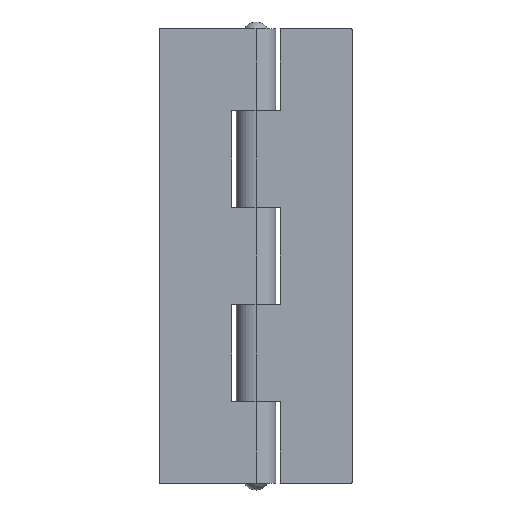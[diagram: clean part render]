
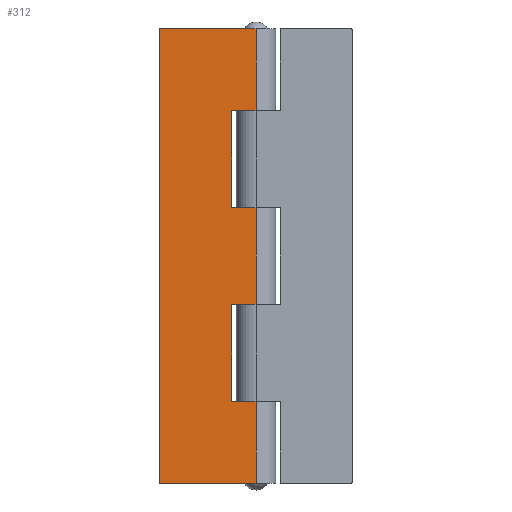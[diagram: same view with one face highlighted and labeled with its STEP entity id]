
A CAD part, front view. The second image highlights one B-rep face of the part: STEP entity #312.
In plain terms, the highlighted planar face has unit normal (0, -1, 0).
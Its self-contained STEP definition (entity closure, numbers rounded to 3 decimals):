
#190 = EDGE_CURVE ( 'NONE', #199, #198, #768, .T. ) ;
#198 = VERTEX_POINT ( 'NONE', #750 ) ;
#199 = VERTEX_POINT ( 'NONE', #749 ) ;
#264 = VERTEX_POINT ( 'NONE', #894 ) ;
#268 = VERTEX_POINT ( 'NONE', #882 ) ;
#270 = EDGE_CURVE ( 'NONE', #264, #268, #876, .T. ) ;
#308 = ORIENTED_EDGE ( 'NONE', *, *, #386, .T. ) ;
#312 = ADVANCED_FACE ( 'NONE', ( #945 ), #943, .F. ) ;
#320 = EDGE_LOOP ( 'NONE', ( #308, #332, #327, #325, #324, #2095, #2097, #2096, #349, #343, #329, #1467, #1471, #1463 ) ) ;
#324 = ORIENTED_EDGE ( 'NONE', *, *, #331, .T. ) ;
#325 = ORIENTED_EDGE ( 'NONE', *, *, #410, .F. ) ;
#326 = VERTEX_POINT ( 'NONE', #981 ) ;
#327 = ORIENTED_EDGE ( 'NONE', *, *, #356, .T. ) ;
#329 = ORIENTED_EDGE ( 'NONE', *, *, #1462, .T. ) ;
#330 = VERTEX_POINT ( 'NONE', #980 ) ;
#331 = EDGE_CURVE ( 'NONE', #414, #330, #979, .T. ) ;
#332 = ORIENTED_EDGE ( 'NONE', *, *, #335, .T. ) ;
#335 = EDGE_CURVE ( 'NONE', #384, #357, #975, .T. ) ;
#337 = EDGE_CURVE ( 'NONE', #346, #326, #1031, .T. ) ;
#343 = ORIENTED_EDGE ( 'NONE', *, *, #337, .T. ) ;
#346 = VERTEX_POINT ( 'NONE', #1005 ) ;
#348 = EDGE_CURVE ( 'NONE', #264, #346, #1004, .T. ) ;
#349 = ORIENTED_EDGE ( 'NONE', *, *, #348, .T. ) ;
#356 = EDGE_CURVE ( 'NONE', #357, #358, #1053, .T. ) ;
#357 = VERTEX_POINT ( 'NONE', #1049 ) ;
#358 = VERTEX_POINT ( 'NONE', #1048 ) ;
#364 = EDGE_CURVE ( 'NONE', #415, #199, #1036, .T. ) ;
#384 = VERTEX_POINT ( 'NONE', #1070 ) ;
#386 = EDGE_CURVE ( 'NONE', #387, #384, #1069, .T. ) ;
#387 = VERTEX_POINT ( 'NONE', #1065 ) ;
#410 = EDGE_CURVE ( 'NONE', #414, #358, #1095, .T. ) ;
#414 = VERTEX_POINT ( 'NONE', #1154 ) ;
#415 = VERTEX_POINT ( 'NONE', #1153 ) ;
#749 = CARTESIAN_POINT ( 'NONE',  ( 0., -3.25, 37.5 ) ) ;
#750 = CARTESIAN_POINT ( 'NONE',  ( 0., -3.25, 24. ) ) ;
#761 = DIRECTION ( 'NONE',  ( 0., 0., -1. ) ) ;
#762 = VECTOR ( 'NONE', #761, 1000. ) ;
#763 = CARTESIAN_POINT ( 'NONE',  ( 0., -3.25, 37.5 ) ) ;
#768 = LINE ( 'NONE', #763, #762 ) ;
#873 = DIRECTION ( 'NONE',  ( 0., 0., -1. ) ) ;
#874 = VECTOR ( 'NONE', #873, 1000. ) ;
#875 = CARTESIAN_POINT ( 'NONE',  ( 0., -3.25, 37.5 ) ) ;
#876 = LINE ( 'NONE', #875, #874 ) ;
#882 = CARTESIAN_POINT ( 'NONE',  ( 0., -3.25, -8. ) ) ;
#894 = CARTESIAN_POINT ( 'NONE',  ( 0., -3.25, 8. ) ) ;
#939 = DIRECTION ( 'NONE',  ( -1., 0., 0. ) ) ;
#940 = DIRECTION ( 'NONE',  ( 0., 1., 0. ) ) ;
#941 = CARTESIAN_POINT ( 'NONE',  ( 0., -3.25, 37.5 ) ) ;
#942 = AXIS2_PLACEMENT_3D ( 'NONE', #941, #940, #939 ) ;
#943 = PLANE ( 'NONE',  #942 ) ;
#945 = FACE_OUTER_BOUND ( 'NONE', #320, .T. ) ;
#971 = DIRECTION ( 'NONE',  ( -1., 0., 0. ) ) ;
#972 = DIRECTION ( 'NONE',  ( 0., -1., 0. ) ) ;
#973 = CARTESIAN_POINT ( 'NONE',  ( -15.75, -3.25, -37.25 ) ) ;
#974 = AXIS2_PLACEMENT_3D ( 'NONE', #973, #972, #971 ) ;
#975 = CIRCLE ( 'NONE', #974, 0.25 ) ;
#976 = DIRECTION ( 'NONE',  ( -1., 0., 0. ) ) ;
#977 = VECTOR ( 'NONE', #976, 1000. ) ;
#978 = CARTESIAN_POINT ( 'NONE',  ( 0., -3.25, -24. ) ) ;
#979 = LINE ( 'NONE', #978, #977 ) ;
#980 = CARTESIAN_POINT ( 'NONE',  ( -4., -3.25, -24. ) ) ;
#981 = CARTESIAN_POINT ( 'NONE',  ( -4., -3.25, 24. ) ) ;
#1001 = DIRECTION ( 'NONE',  ( -1., 0., 0. ) ) ;
#1002 = VECTOR ( 'NONE', #1001, 1000. ) ;
#1003 = CARTESIAN_POINT ( 'NONE',  ( 0., -3.25, 8. ) ) ;
#1004 = LINE ( 'NONE', #1003, #1002 ) ;
#1005 = CARTESIAN_POINT ( 'NONE',  ( -4., -3.25, 8. ) ) ;
#1028 = DIRECTION ( 'NONE',  ( 0., 0., 1. ) ) ;
#1029 = VECTOR ( 'NONE', #1028, 1000. ) ;
#1030 = CARTESIAN_POINT ( 'NONE',  ( -4., -3.25, 37.5 ) ) ;
#1031 = LINE ( 'NONE', #1030, #1029 ) ;
#1033 = DIRECTION ( 'NONE',  ( 1., 0., 0. ) ) ;
#1034 = VECTOR ( 'NONE', #1033, 1000. ) ;
#1035 = CARTESIAN_POINT ( 'NONE',  ( 0., -3.25, 37.5 ) ) ;
#1036 = LINE ( 'NONE', #1035, #1034 ) ;
#1048 = CARTESIAN_POINT ( 'NONE',  ( 0., -3.25, -37.5 ) ) ;
#1049 = CARTESIAN_POINT ( 'NONE',  ( -15.75, -3.25, -37.5 ) ) ;
#1050 = DIRECTION ( 'NONE',  ( 1., 0., 0. ) ) ;
#1051 = VECTOR ( 'NONE', #1050, 1000. ) ;
#1052 = CARTESIAN_POINT ( 'NONE',  ( 0., -3.25, -37.5 ) ) ;
#1053 = LINE ( 'NONE', #1052, #1051 ) ;
#1065 = CARTESIAN_POINT ( 'NONE',  ( -16., -3.25, 37.25 ) ) ;
#1066 = DIRECTION ( 'NONE',  ( 0., 0., -1. ) ) ;
#1067 = VECTOR ( 'NONE', #1066, 1000. ) ;
#1068 = CARTESIAN_POINT ( 'NONE',  ( -16., -3.25, 37.5 ) ) ;
#1069 = LINE ( 'NONE', #1068, #1067 ) ;
#1070 = CARTESIAN_POINT ( 'NONE',  ( -16., -3.25, -37.25 ) ) ;
#1095 = LINE ( 'NONE', #1101, #1161 ) ;
#1101 = CARTESIAN_POINT ( 'NONE',  ( 0., -3.25, 37.5 ) ) ;
#1153 = CARTESIAN_POINT ( 'NONE',  ( -15.75, -3.25, 37.5 ) ) ;
#1154 = CARTESIAN_POINT ( 'NONE',  ( 0., -3.25, -24. ) ) ;
#1160 = DIRECTION ( 'NONE',  ( 0., 0., -1. ) ) ;
#1161 = VECTOR ( 'NONE', #1160, 1000. ) ;
#1172 = DIRECTION ( 'NONE',  ( -1., 0., 0. ) ) ;
#1173 = DIRECTION ( 'NONE',  ( 0., -1., 0. ) ) ;
#1174 = CARTESIAN_POINT ( 'NONE',  ( -15.75, -3.25, 37.25 ) ) ;
#1175 = AXIS2_PLACEMENT_3D ( 'NONE', #1174, #1173, #1172 ) ;
#1176 = CIRCLE ( 'NONE', #1175, 0.25 ) ;
#1184 = DIRECTION ( 'NONE',  ( 1., 0., 0. ) ) ;
#1185 = VECTOR ( 'NONE', #1184, 1000. ) ;
#1186 = CARTESIAN_POINT ( 'NONE',  ( 0., -3.25, 24. ) ) ;
#1191 = LINE ( 'NONE', #1186, #1185 ) ;
#1195 = DIRECTION ( 'NONE',  ( 1., 0., 0. ) ) ;
#1196 = VECTOR ( 'NONE', #1195, 1000. ) ;
#1197 = CARTESIAN_POINT ( 'NONE',  ( 0., -3.25, -8. ) ) ;
#1198 = LINE ( 'NONE', #1197, #1196 ) ;
#1199 = LINE ( 'NONE', #1259, #1258 ) ;
#1200 = CARTESIAN_POINT ( 'NONE',  ( -4., -3.25, -8. ) ) ;
#1257 = DIRECTION ( 'NONE',  ( 0., 0., 1. ) ) ;
#1258 = VECTOR ( 'NONE', #1257, 1000. ) ;
#1259 = CARTESIAN_POINT ( 'NONE',  ( -4., -3.25, 37.5 ) ) ;
#1462 = EDGE_CURVE ( 'NONE', #326, #198, #1191, .T. ) ;
#1463 = ORIENTED_EDGE ( 'NONE', *, *, #1469, .T. ) ;
#1467 = ORIENTED_EDGE ( 'NONE', *, *, #190, .F. ) ;
#1469 = EDGE_CURVE ( 'NONE', #415, #387, #1176, .T. ) ;
#1471 = ORIENTED_EDGE ( 'NONE', *, *, #364, .F. ) ;
#2094 = VERTEX_POINT ( 'NONE', #1200 ) ;
#2095 = ORIENTED_EDGE ( 'NONE', *, *, #2099, .T. ) ;
#2096 = ORIENTED_EDGE ( 'NONE', *, *, #270, .F. ) ;
#2097 = ORIENTED_EDGE ( 'NONE', *, *, #2098, .T. ) ;
#2098 = EDGE_CURVE ( 'NONE', #2094, #268, #1198, .T. ) ;
#2099 = EDGE_CURVE ( 'NONE', #330, #2094, #1199, .T. ) ;
